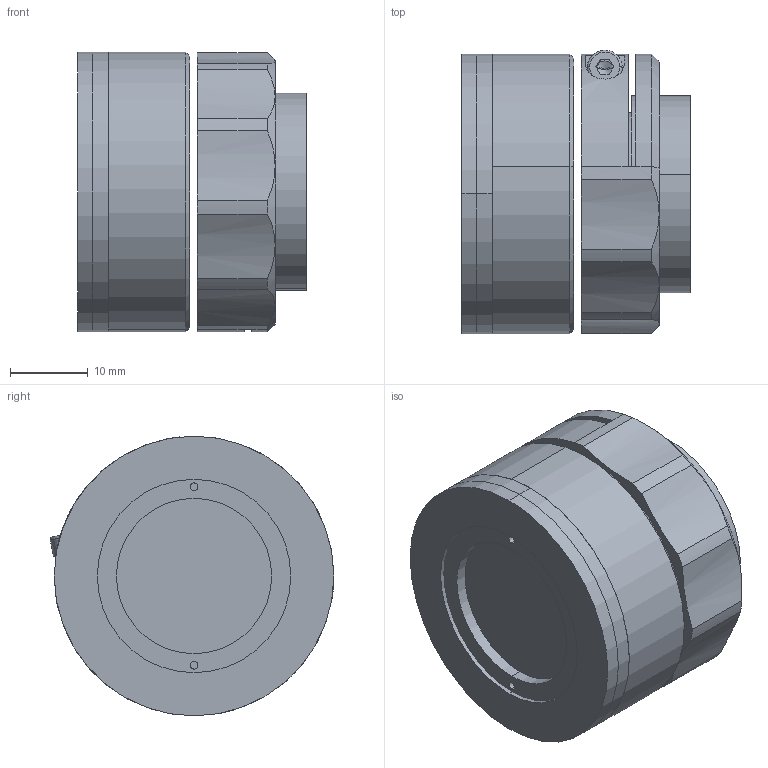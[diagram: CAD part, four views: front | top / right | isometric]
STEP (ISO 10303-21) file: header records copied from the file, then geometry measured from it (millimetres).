
FILE_DESCRIPTION (( 'STEP AP203' ), '1' );
FILE_NAME ('XF-NH02X96.STEP', '2019-09-20T03:10:24', ( 'puyufan' ), ( '' ), 'SwSTEP 2.0', 'SolidWorks 2014', '' );
FILE_SCHEMA (( 'CONFIG_CONTROL_DESIGN' ));
Length unit declared in the file: millimetre
Products named in the file (1): XF-NH02X96
Bounding box: 29.41 x 36.53 x 36 mm (x, y, z)
Surface area: 9962.4 mm2 (no closed solid volume)
Topology: 0 solids, 11 shells, 99 faces, 264 edges, 178 vertices
Faces by surface type: cylinder 41, plane 41, cone 13, sphere 2, torus 2
Entity records: 3268 total; most frequent: CARTESIAN_POINT 633, DIRECTION 595, ORIENTED_EDGE 462, EDGE_CURVE 262, AXIS2_PLACEMENT_3D 244, VERTEX_POINT 178, CIRCLE 144, EDGE_LOOP 118
